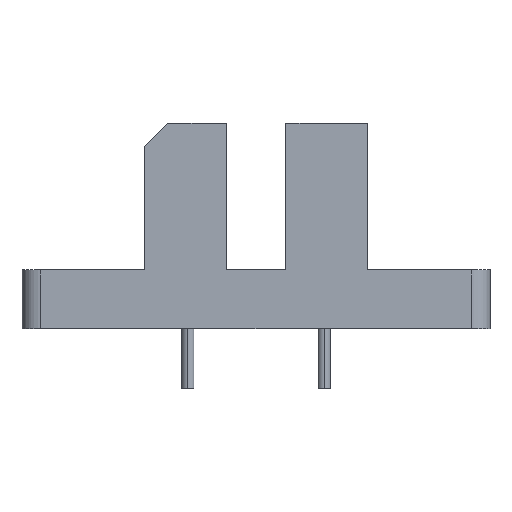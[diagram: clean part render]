
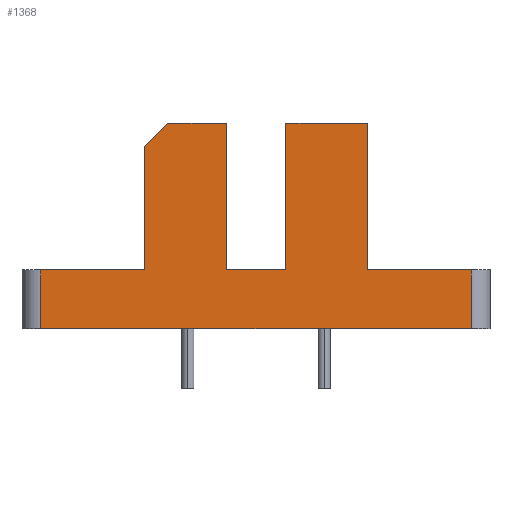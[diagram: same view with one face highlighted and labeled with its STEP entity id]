
A CAD part, top view. The second image highlights one B-rep face of the part: STEP entity #1368.
In plain terms, the highlighted planar face has unit normal (0, 0, 1).
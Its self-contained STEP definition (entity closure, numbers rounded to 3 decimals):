
#46=DIRECTION('',(-1.,0.,0.));
#47=VECTOR('',#46,22.7);
#48=CARTESIAN_POINT('',(11.35,0.,3.175));
#49=LINE('',#48,#47);
#138=DIRECTION('',(1.,0.,0.));
#139=VECTOR('',#138,3.15);
#140=CARTESIAN_POINT('',(-1.575,3.1,3.175));
#141=LINE('',#140,#139);
#182=DIRECTION('',(1.,0.,0.));
#183=VECTOR('',#182,5.45);
#184=CARTESIAN_POINT('',(5.9,3.1,3.175));
#185=LINE('',#184,#183);
#200=DIRECTION('',(1.,0.,0.));
#201=VECTOR('',#200,5.45);
#202=CARTESIAN_POINT('',(-11.35,3.1,3.175));
#203=LINE('',#202,#201);
#440=DIRECTION('',(-1.,0.,0.));
#441=VECTOR('',#440,3.075);
#442=CARTESIAN_POINT('',(-1.575,10.85,3.175));
#443=LINE('',#442,#441);
#444=DIRECTION('',(0.,1.,0.));
#445=VECTOR('',#444,7.75);
#446=CARTESIAN_POINT('',(-1.575,3.1,3.175));
#447=LINE('',#446,#445);
#448=DIRECTION('',(0.,-1.,0.));
#449=VECTOR('',#448,7.75);
#450=CARTESIAN_POINT('',(1.575,10.85,3.175));
#451=LINE('',#450,#449);
#452=DIRECTION('',(-1.,0.,0.));
#453=VECTOR('',#452,4.325);
#454=CARTESIAN_POINT('',(5.9,10.85,3.175));
#455=LINE('',#454,#453);
#456=DIRECTION('',(0.,1.,0.));
#457=VECTOR('',#456,7.75);
#458=CARTESIAN_POINT('',(5.9,3.1,3.175));
#459=LINE('',#458,#457);
#460=DIRECTION('',(0.,-1.,0.));
#461=VECTOR('',#460,6.5);
#462=CARTESIAN_POINT('',(-5.9,9.6,3.175));
#463=LINE('',#462,#461);
#464=DIRECTION('',(-0.707,-0.707,0.));
#465=VECTOR('',#464,1.768);
#466=CARTESIAN_POINT('',(-4.65,10.85,3.175));
#467=LINE('',#466,#465);
#554=DIRECTION('',(0.,-1.,0.));
#555=VECTOR('',#554,3.1);
#556=CARTESIAN_POINT('',(11.35,3.1,3.175));
#557=LINE('',#556,#555);
#574=DIRECTION('',(0.,1.,0.));
#575=VECTOR('',#574,3.1);
#576=CARTESIAN_POINT('',(-11.35,0.,3.175));
#577=LINE('',#576,#575);
#642=CARTESIAN_POINT('',(-5.9,9.6,3.175));
#643=VERTEX_POINT('',#642);
#644=CARTESIAN_POINT('',(-4.65,10.85,3.175));
#645=VERTEX_POINT('',#644);
#714=CARTESIAN_POINT('',(1.575,10.85,3.175));
#715=VERTEX_POINT('',#714);
#717=CARTESIAN_POINT('',(5.9,3.1,3.175));
#719=VERTEX_POINT('',#717);
#720=CARTESIAN_POINT('',(5.9,10.85,3.175));
#721=VERTEX_POINT('',#720);
#722=CARTESIAN_POINT('',(1.575,3.1,3.175));
#724=VERTEX_POINT('',#722);
#726=CARTESIAN_POINT('',(-5.9,3.1,3.175));
#728=VERTEX_POINT('',#726);
#730=CARTESIAN_POINT('',(-1.575,10.85,3.175));
#731=VERTEX_POINT('',#730);
#735=CARTESIAN_POINT('',(-1.575,3.1,3.175));
#737=VERTEX_POINT('',#735);
#750=CARTESIAN_POINT('',(-11.35,0.,3.175));
#751=VERTEX_POINT('',#750);
#752=CARTESIAN_POINT('',(11.35,0.,3.175));
#753=VERTEX_POINT('',#752);
#764=CARTESIAN_POINT('',(11.35,3.1,3.175));
#765=VERTEX_POINT('',#764);
#766=CARTESIAN_POINT('',(-11.35,3.1,3.175));
#767=VERTEX_POINT('',#766);
#1343=CARTESIAN_POINT('',(-11.35,3.1,3.175));
#1344=DIRECTION('',(0.,0.,-1.));
#1345=DIRECTION('',(-1.,0.,0.));
#1346=AXIS2_PLACEMENT_3D('',#1343,#1344,#1345);
#1347=PLANE('',#1346);
#1348=ORIENTED_EDGE('',*,*,#1295,.F.);
#1349=ORIENTED_EDGE('',*,*,#1261,.F.);
#1350=ORIENTED_EDGE('',*,*,#992,.T.);
#1351=ORIENTED_EDGE('',*,*,#1073,.F.);
#1353=ORIENTED_EDGE('',*,*,#1352,.F.);
#1355=ORIENTED_EDGE('',*,*,#1354,.F.);
#1356=ORIENTED_EDGE('',*,*,#1016,.T.);
#1358=ORIENTED_EDGE('',*,*,#1357,.T.);
#1359=ORIENTED_EDGE('',*,*,#845,.T.);
#1361=ORIENTED_EDGE('',*,*,#1360,.T.);
#1362=ORIENTED_EDGE('',*,*,#1034,.T.);
#1363=ORIENTED_EDGE('',*,*,#1334,.F.);
#1365=ORIENTED_EDGE('',*,*,#1364,.F.);
#1366=EDGE_LOOP('',(#1348,#1349,#1350,#1351,#1353,#1355,#1356,#1358,#1359,#1361,
#1362,#1363,#1365));
#1367=FACE_OUTER_BOUND('',#1366,.F.);
#1368=ADVANCED_FACE('',(#1367),#1347,.F.);
#845=EDGE_CURVE('',#753,#751,#49,.T.);
#992=EDGE_CURVE('',#737,#724,#141,.T.);
#1016=EDGE_CURVE('',#719,#765,#185,.T.);
#1034=EDGE_CURVE('',#767,#728,#203,.T.);
#1073=EDGE_CURVE('',#715,#724,#451,.T.);
#1261=EDGE_CURVE('',#737,#731,#447,.T.);
#1295=EDGE_CURVE('',#731,#645,#443,.T.);
#1334=EDGE_CURVE('',#643,#728,#463,.T.);
#1352=EDGE_CURVE('',#721,#715,#455,.T.);
#1354=EDGE_CURVE('',#719,#721,#459,.T.);
#1357=EDGE_CURVE('',#765,#753,#557,.T.);
#1360=EDGE_CURVE('',#751,#767,#577,.T.);
#1364=EDGE_CURVE('',#645,#643,#467,.T.);
